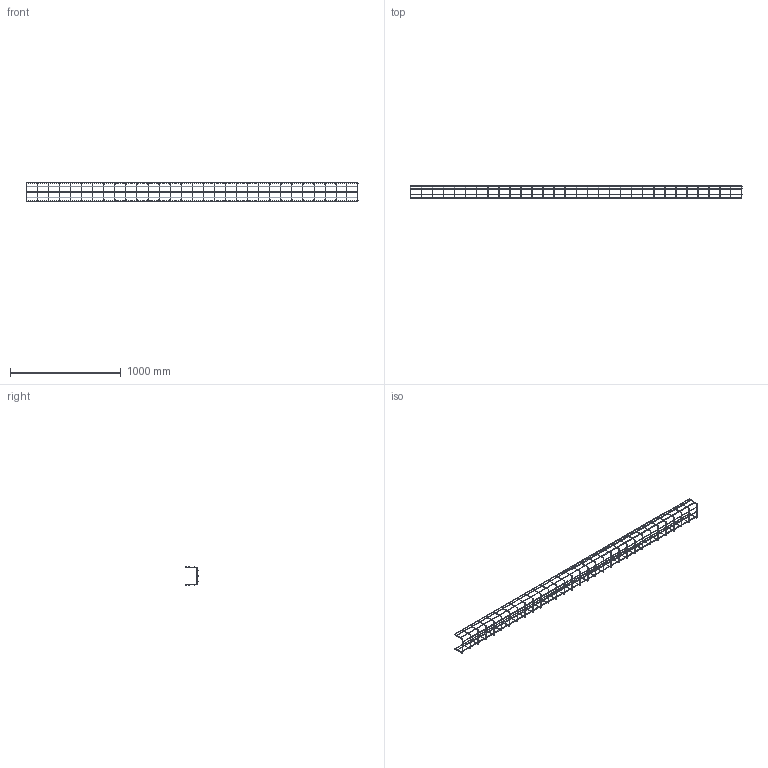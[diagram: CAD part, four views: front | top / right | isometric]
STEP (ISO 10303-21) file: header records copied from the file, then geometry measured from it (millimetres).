
FILE_DESCRIPTION (( 'STEP AP214' ), '1' );
FILE_NAME ('LCM10150-BLK_3D.step', '2024-04-19T22:05:09', ( '' ), ( '' ), 'SwSTEP 2.0', 'SolidWorks 2022', '' );
FILE_SCHEMA (( 'AUTOMOTIVE_DESIGN' ));
Length unit declared in the file: millimetre
Products named in the file (1): LCM10150-BLK_3D
Bounding box: 3000 x 109.99 x 170 mm (x, y, z)
Volume: 744979.5 mm3; surface area: 597645.3 mm2
Topology: 40 solids, 40 shells, 408 faces, 736 edges, 408 vertices
Faces by surface type: cylinder 204, torus 124, plane 80
Entity records: 10153 total; most frequent: CARTESIAN_POINT 2033, DIRECTION 1766, ORIENTED_EDGE 1472, AXIS2_PLACEMENT_3D 781, EDGE_CURVE 736, EDGE_LOOP 408, VERTEX_POINT 408, FACE_OUTER_BOUND 408
